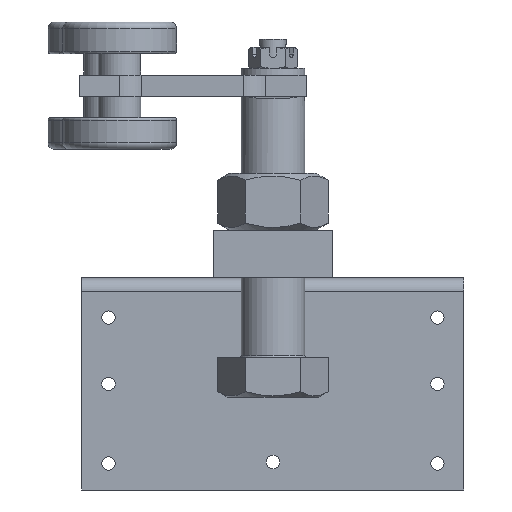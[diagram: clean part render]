
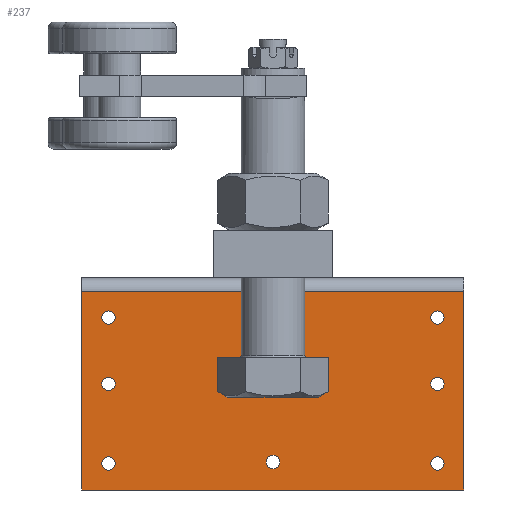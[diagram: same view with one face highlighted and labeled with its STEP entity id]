
A CAD part, left-side view. The second image highlights one B-rep face of the part: STEP entity #237.
In plain terms, the highlighted planar face has unit normal (-1, 0, 0).
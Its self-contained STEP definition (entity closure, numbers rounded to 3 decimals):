
#237=ADVANCED_FACE('',(#1696,#1698,#1700,#1702,#1704,#1706,#1708,#1710),#1712,.T.);
#1696=FACE_BOUND('',#1697,.T.);
#1697=EDGE_LOOP('',(#3599,#3600,#3601,#3602));
#1698=FACE_BOUND('',#1699,.T.);
#1699=EDGE_LOOP('',(#3603));
#1700=FACE_BOUND('',#1701,.T.);
#1701=EDGE_LOOP('',(#3604));
#1702=FACE_BOUND('',#1703,.T.);
#1703=EDGE_LOOP('',(#3605));
#1704=FACE_BOUND('',#1705,.T.);
#1705=EDGE_LOOP('',(#3606));
#1706=FACE_BOUND('',#1707,.T.);
#1707=EDGE_LOOP('',(#3607));
#1708=FACE_BOUND('',#1709,.T.);
#1709=EDGE_LOOP('',(#3608));
#1710=FACE_BOUND('',#1711,.T.);
#1711=EDGE_LOOP('',(#3609));
#1712=PLANE('',#1713);
#1713=AXIS2_PLACEMENT_3D('',#1714,#1715,#1716);
#1714=CARTESIAN_POINT('',(74.,0.,-75.916));
#1715=DIRECTION('',(-1.,0.,0.));
#1716=DIRECTION('',(0.,0.,1.));
#3599=ORIENTED_EDGE('',*,*,#5539,.F.);
#3600=ORIENTED_EDGE('',*,*,#5566,.T.);
#3601=ORIENTED_EDGE('',*,*,#5567,.T.);
#3602=ORIENTED_EDGE('',*,*,#5568,.T.);
#3603=ORIENTED_EDGE('',*,*,#5569,.T.);
#3604=ORIENTED_EDGE('',*,*,#5570,.T.);
#3605=ORIENTED_EDGE('',*,*,#5571,.T.);
#3606=ORIENTED_EDGE('',*,*,#5572,.T.);
#3607=ORIENTED_EDGE('',*,*,#5573,.T.);
#3608=ORIENTED_EDGE('',*,*,#5574,.T.);
#3609=ORIENTED_EDGE('',*,*,#5575,.T.);
#5539=EDGE_CURVE('',#6569,#6571,#6572,.T.);
#5566=EDGE_CURVE('',#6569,#6620,#6621,.T.);
#5567=EDGE_CURVE('',#6620,#6622,#6623,.T.);
#5568=EDGE_CURVE('',#6622,#6571,#6624,.T.);
#5569=EDGE_CURVE('',#6625,#6625,#6626,.F.);
#5570=EDGE_CURVE('',#6627,#6627,#6628,.F.);
#5571=EDGE_CURVE('',#6629,#6629,#6630,.F.);
#5572=EDGE_CURVE('',#6631,#6631,#6632,.F.);
#5573=EDGE_CURVE('',#6633,#6633,#6634,.F.);
#5574=EDGE_CURVE('',#6635,#6635,#6636,.F.);
#5575=EDGE_CURVE('',#6637,#6637,#6638,.F.);
#6569=VERTEX_POINT('',#9633);
#6571=VERTEX_POINT('',#9638);
#6572=LINE('',#9639,#9640);
#6620=VERTEX_POINT('',#9759);
#6621=LINE('',#9760,#9761);
#6622=VERTEX_POINT('',#9763);
#6623=LINE('',#9764,#9765);
#6624=LINE('',#9767,#9768);
#6625=VERTEX_POINT('',#9770);
#6626=CIRCLE('',#9771,2.5);
#6627=VERTEX_POINT('',#9775);
#6628=CIRCLE('',#9776,2.5);
#6629=VERTEX_POINT('',#9780);
#6630=CIRCLE('',#9781,2.5);
#6631=VERTEX_POINT('',#9785);
#6632=CIRCLE('',#9786,2.5);
#6633=VERTEX_POINT('',#9790);
#6634=CIRCLE('',#9791,2.5);
#6635=VERTEX_POINT('',#9795);
#6636=CIRCLE('',#9796,2.5);
#6637=VERTEX_POINT('',#9800);
#6638=CIRCLE('',#9801,2.5);
#9633=CARTESIAN_POINT('',(74.,144.,-1.));
#9638=CARTESIAN_POINT('',(74.,0.,-1.));
#9639=CARTESIAN_POINT('',(74.,144.,-1.));
#9640=VECTOR('',#9641,1.);
#9641=DIRECTION('',(0.,-1.,0.));
#9759=CARTESIAN_POINT('',(74.,144.,-75.916));
#9760=CARTESIAN_POINT('',(74.,144.,-1.));
#9761=VECTOR('',#9762,1.);
#9762=DIRECTION('',(0.,0.,-1.));
#9763=CARTESIAN_POINT('',(74.,0.,-75.916));
#9764=CARTESIAN_POINT('',(74.,144.,-75.916));
#9765=VECTOR('',#9766,1.);
#9766=DIRECTION('',(0.,-1.,0.));
#9767=CARTESIAN_POINT('',(74.,0.,-75.916));
#9768=VECTOR('',#9769,1.);
#9769=DIRECTION('',(0.,0.,1.));
#9770=CARTESIAN_POINT('',(74.,134.,-8.416));
#9771=AXIS2_PLACEMENT_3D('',#9772,#9773,#9774);
#9772=CARTESIAN_POINT('',(74.,134.,-10.916));
#9773=DIRECTION('',(-1.,0.,0.));
#9774=DIRECTION('',(0.,0.,1.));
#9775=CARTESIAN_POINT('',(74.,134.,-33.416));
#9776=AXIS2_PLACEMENT_3D('',#9777,#9778,#9779);
#9777=CARTESIAN_POINT('',(74.,134.,-35.916));
#9778=DIRECTION('',(-1.,0.,0.));
#9779=DIRECTION('',(0.,0.,1.));
#9780=CARTESIAN_POINT('',(74.,134.,-63.416));
#9781=AXIS2_PLACEMENT_3D('',#9782,#9783,#9784);
#9782=CARTESIAN_POINT('',(74.,134.,-65.916));
#9783=DIRECTION('',(-1.,0.,0.));
#9784=DIRECTION('',(0.,0.,1.));
#9785=CARTESIAN_POINT('',(74.,10.,-8.416));
#9786=AXIS2_PLACEMENT_3D('',#9787,#9788,#9789);
#9787=CARTESIAN_POINT('',(74.,10.,-10.916));
#9788=DIRECTION('',(-1.,0.,0.));
#9789=DIRECTION('',(0.,0.,1.));
#9790=CARTESIAN_POINT('',(74.,10.,-33.416));
#9791=AXIS2_PLACEMENT_3D('',#9792,#9793,#9794);
#9792=CARTESIAN_POINT('',(74.,10.,-35.916));
#9793=DIRECTION('',(-1.,0.,0.));
#9794=DIRECTION('',(0.,0.,1.));
#9795=CARTESIAN_POINT('',(74.,10.,-63.416));
#9796=AXIS2_PLACEMENT_3D('',#9797,#9798,#9799);
#9797=CARTESIAN_POINT('',(74.,10.,-65.916));
#9798=DIRECTION('',(-1.,0.,0.));
#9799=DIRECTION('',(0.,0.,1.));
#9800=CARTESIAN_POINT('',(74.,72.,-62.833));
#9801=AXIS2_PLACEMENT_3D('',#9802,#9803,#9804);
#9802=CARTESIAN_POINT('',(74.,72.,-65.333));
#9803=DIRECTION('',(-1.,0.,0.));
#9804=DIRECTION('',(0.,0.,1.));
